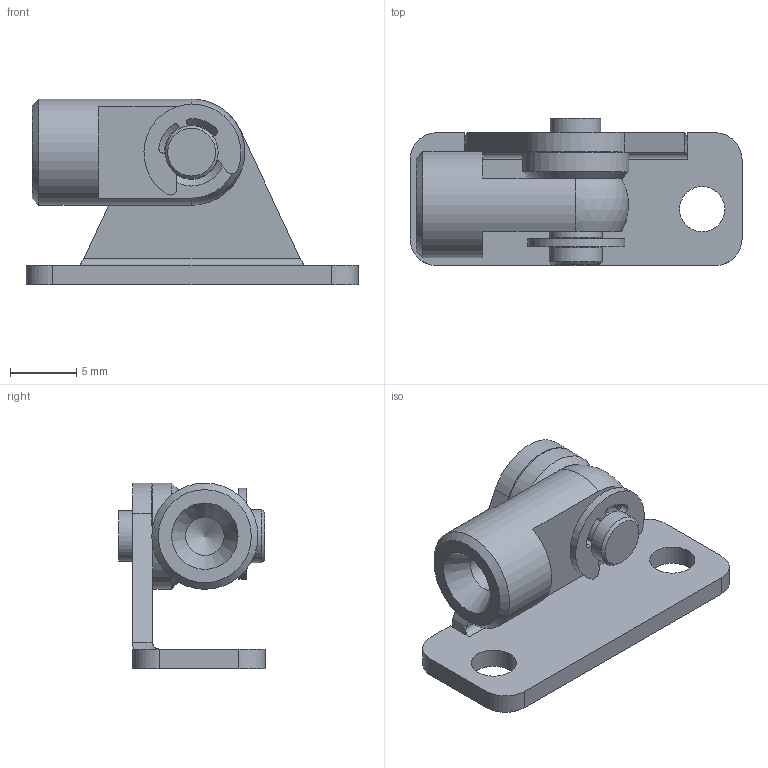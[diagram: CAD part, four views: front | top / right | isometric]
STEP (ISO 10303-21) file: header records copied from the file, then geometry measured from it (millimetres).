
FILE_DESCRIPTION(('FreeCAD Model'),'2;1');
FILE_NAME('Eye and bearing shoe 4mm rod.stp','2016-12-09T15:48:49',('Author'),(''), 'Open CASCADE STEP processor 6.8','FreeCAD','Unknown');
FILE_SCHEMA(('AUTOMOTIVE_DESIGN_CC2 { 1 2 10303 214 -1 1 5 4 }'));
Length unit declared in the file: millimetre
Products named in the file (4): ENG-007544; ENG-007543; ENG-007542; ANS_-S-00055-EM
Bounding box: 25 x 11.06 x 14 mm (x, y, z)
Volume: 1161 mm3; surface area: 1707.4 mm2
Topology: 4 solids, 4 shells, 78 faces, 186 edges, 120 vertices
Faces by surface type: plane 36, cylinder 32, cone 7, bspline 2, sphere 1
Full cylindrical faces by diameter (mm): 2.9 x1, 3.2 x1, 3.4 x2, 3.8 x1, 4 x3, 4.1 x1, 8 x2
Entity records: 8090 total; most frequent: CARTESIAN_POINT 4422, DIRECTION 587, ORIENTED_EDGE 370, PCURVE 370, DEFINITIONAL_REPRESENTATION 370, LINE 256, VECTOR 256, EDGE_CURVE 185
